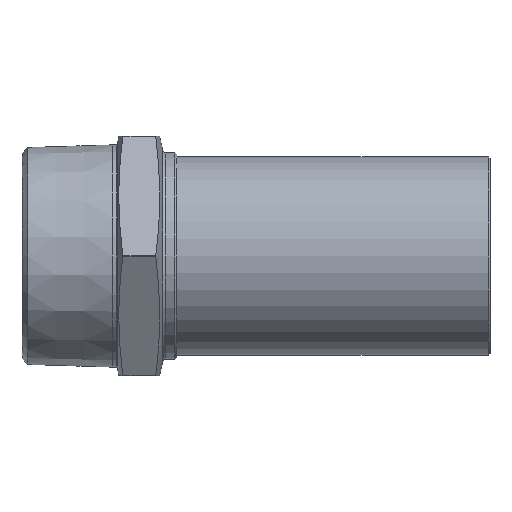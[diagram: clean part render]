
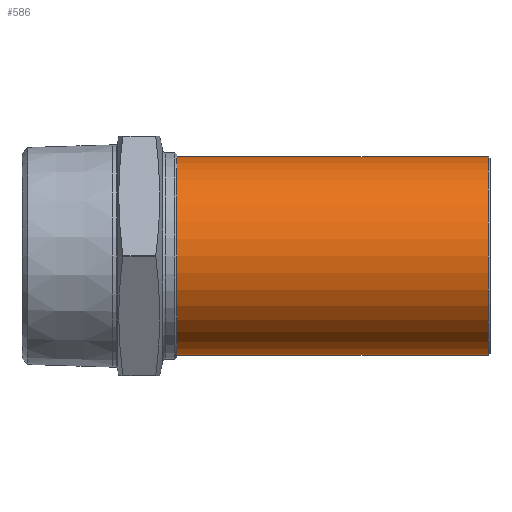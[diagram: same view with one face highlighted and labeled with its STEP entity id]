
A CAD part, front view. The second image highlights one B-rep face of the part: STEP entity #586.
In plain terms, the highlighted cylindrical face has radius 27 mm (diameter 54 mm), a full revolution.
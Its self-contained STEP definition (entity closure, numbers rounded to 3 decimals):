
#34=CYLINDRICAL_SURFACE('',#647,27.);
#67=FACE_OUTER_BOUND('',#103,.T.);
#103=EDGE_LOOP('',(#407,#408,#409,#410));
#142=LINE('',#939,#169);
#169=VECTOR('',#747,27.);
#197=CIRCLE('',#646,27.);
#198=CIRCLE('',#648,27.);
#246=VERTEX_POINT('',#934);
#247=VERTEX_POINT('',#938);
#310=EDGE_CURVE('',#246,#246,#197,.T.);
#311=EDGE_CURVE('',#246,#247,#142,.T.);
#312=EDGE_CURVE('',#247,#247,#198,.T.);
#407=ORIENTED_EDGE('',*,*,#310,.F.);
#408=ORIENTED_EDGE('',*,*,#311,.T.);
#409=ORIENTED_EDGE('',*,*,#312,.T.);
#410=ORIENTED_EDGE('',*,*,#311,.F.);
#586=ADVANCED_FACE('',(#67),#34,.T.);
#646=AXIS2_PLACEMENT_3D('',#936,#743,#744);
#647=AXIS2_PLACEMENT_3D('',#937,#745,#746);
#648=AXIS2_PLACEMENT_3D('',#940,#748,#749);
#743=DIRECTION('center_axis',(1.,0.,0.));
#744=DIRECTION('ref_axis',(0.,0.,-1.));
#745=DIRECTION('center_axis',(1.,0.,0.));
#746=DIRECTION('ref_axis',(0.,0.,-1.));
#747=DIRECTION('',(-1.,0.,0.));
#748=DIRECTION('center_axis',(1.,0.,0.));
#749=DIRECTION('ref_axis',(0.,0.,-1.));
#934=CARTESIAN_POINT('',(126.5,0.,27.));
#936=CARTESIAN_POINT('Origin',(126.5,0.,0.));
#937=CARTESIAN_POINT('Origin',(42.,0.,0.));
#938=CARTESIAN_POINT('',(42.,0.,27.));
#939=CARTESIAN_POINT('',(42.,0.,27.));
#940=CARTESIAN_POINT('Origin',(42.,0.,0.));
